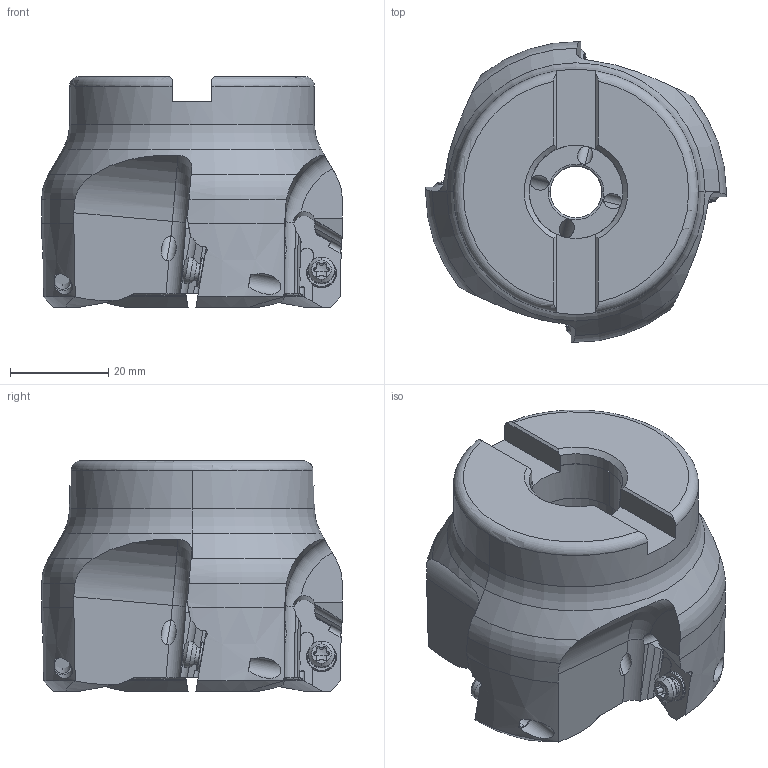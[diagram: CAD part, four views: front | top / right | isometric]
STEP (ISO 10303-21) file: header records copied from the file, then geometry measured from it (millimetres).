
FILE_DESCRIPTION(/* description */ (''),/* implementation_level */ '2;1');
FILE_NAME(/* name */ 'BXD4000R2504B.stp',/* time_stamp */ '2021-09-08T11:40:20+09:00',/* author */ (''),/* organization */ (''),/* preprocessor_version */ 'ST-DEVELOPER v16',/* originating_system */ 'SIEMENS PLM Software NX 10.0',/* authorisation */ '');
FILE_SCHEMA (('AUTOMOTIVE_DESIGN { 1 0 10303 214 3 1 1 1 }'));
Length unit declared in the file: millimetre
Products named in the file (1): BXD4000R2504B_ASM
Bounding box: 61.35 x 61.34 x 47.1 mm (x, y, z)
Volume: 83810.6 mm3; surface area: 17303.8 mm2
Topology: 5 solids, 5 shells, 398 faces, 1249 edges, 862 vertices
Faces by surface type: cylinder 168, plane 114, cone 76, torus 32, sphere 8
Entity records: 17812 total; most frequent: CARTESIAN_POINT 6631, ORIENTED_EDGE 2482, DIRECTION 2223, EDGE_CURVE 1241, AXIS2_PLACEMENT_3D 910, VERTEX_POINT 855, CIRCLE 466, EDGE_LOOP 418
